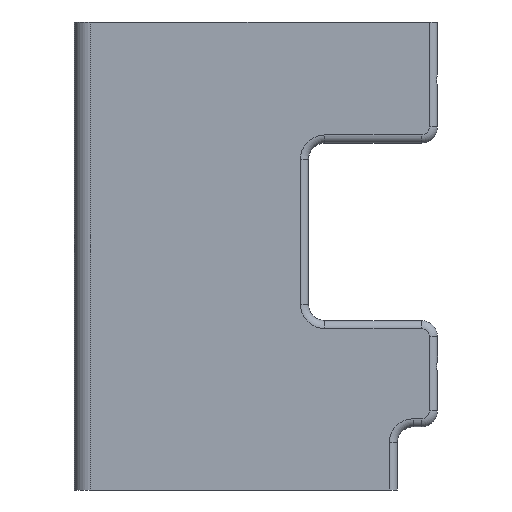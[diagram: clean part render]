
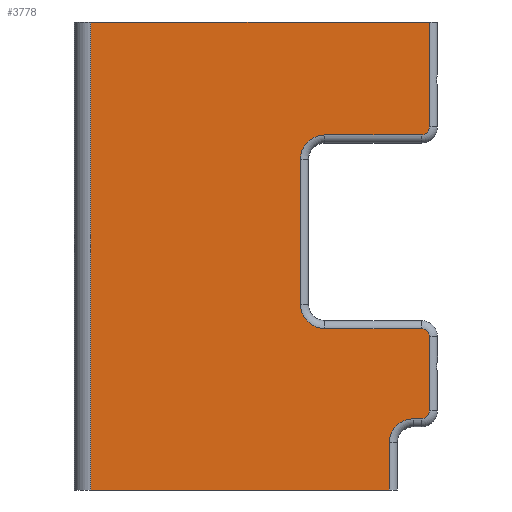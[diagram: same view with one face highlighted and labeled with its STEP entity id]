
A CAD part, left-side view. The second image highlights one B-rep face of the part: STEP entity #3778.
In plain terms, the highlighted planar face has unit normal (-1, 0, 0).
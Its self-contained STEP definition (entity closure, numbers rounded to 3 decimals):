
#40 = VERTEX_POINT ( 'NONE', #3391 ) ;
#100 = CARTESIAN_POINT ( 'NONE',  ( -29., -44., 58. ) ) ;
#109 = CARTESIAN_POINT ( 'NONE',  ( -29., -43., 19. ) ) ;
#126 = VECTOR ( 'NONE', #1923, 1000. ) ;
#159 = AXIS2_PLACEMENT_3D ( 'NONE', #1044, #1518, #4101 ) ;
#181 = CARTESIAN_POINT ( 'NONE',  ( -29., 0., 58. ) ) ;
#189 = ORIENTED_EDGE ( 'NONE', *, *, #6354, .T. ) ;
#220 = LINE ( 'NONE', #5538, #3555 ) ;
#281 = VECTOR ( 'NONE', #6205, 1000. ) ;
#296 = DIRECTION ( 'NONE',  ( -1., 0., 0. ) ) ;
#302 = EDGE_CURVE ( 'NONE', #4637, #6043, #653, .T. ) ;
#328 = EDGE_LOOP ( 'NONE', ( #6379, #2046, #400, #1392, #2197, #889, #3190, #6420, #5180, #6277, #189, #4277, #1142, #2730, #3846, #3265 ) ) ;
#400 = ORIENTED_EDGE ( 'NONE', *, *, #3288, .T. ) ;
#481 = LINE ( 'NONE', #509, #2152 ) ;
#509 = CARTESIAN_POINT ( 'NONE',  ( -29., -44., 58. ) ) ;
#522 = CARTESIAN_POINT ( 'NONE',  ( -29., -39., 0. ) ) ;
#527 = VERTEX_POINT ( 'NONE', #5852 ) ;
#537 = CARTESIAN_POINT ( 'NONE',  ( -29., -2., 0. ) ) ;
#653 = CIRCLE ( 'NONE', #2673, 1. ) ;
#787 = CARTESIAN_POINT ( 'NONE',  ( -29., 0., 20. ) ) ;
#806 = CARTESIAN_POINT ( 'NONE',  ( -29., -2., 0. ) ) ;
#831 = VERTEX_POINT ( 'NONE', #3436 ) ;
#838 = DIRECTION ( 'NONE',  ( 0., -1., 0. ) ) ;
#848 = VERTEX_POINT ( 'NONE', #5900 ) ;
#863 = VERTEX_POINT ( 'NONE', #806 ) ;
#889 = ORIENTED_EDGE ( 'NONE', *, *, #2662, .T. ) ;
#1044 = CARTESIAN_POINT ( 'NONE',  ( -29., -43., 9.826 ) ) ;
#1073 = AXIS2_PLACEMENT_3D ( 'NONE', #5602, #6581, #1988 ) ;
#1115 = DIRECTION ( 'NONE',  ( 0., 0., 1. ) ) ;
#1142 = ORIENTED_EDGE ( 'NONE', *, *, #6373, .T. ) ;
#1169 = DIRECTION ( 'NONE',  ( 1., 0., 0. ) ) ;
#1216 = CARTESIAN_POINT ( 'NONE',  ( -29., -28., 23. ) ) ;
#1224 = DIRECTION ( 'NONE',  ( -1., 0., 0. ) ) ;
#1225 = DIRECTION ( 'NONE',  ( 0., -1., 0. ) ) ;
#1234 = LINE ( 'NONE', #1696, #2572 ) ;
#1392 = ORIENTED_EDGE ( 'NONE', *, *, #6129, .T. ) ;
#1444 = AXIS2_PLACEMENT_3D ( 'NONE', #5766, #1169, #6334 ) ;
#1448 = CARTESIAN_POINT ( 'NONE',  ( -29., 0., 8.826 ) ) ;
#1518 = DIRECTION ( 'NONE',  ( -1., 0., 0. ) ) ;
#1539 = EDGE_CURVE ( 'NONE', #527, #2550, #5090, .T. ) ;
#1565 = CARTESIAN_POINT ( 'NONE',  ( -29., -44., 19. ) ) ;
#1696 = CARTESIAN_POINT ( 'NONE',  ( -29., -28., 41. ) ) ;
#1739 = EDGE_CURVE ( 'NONE', #848, #6078, #5411, .T. ) ;
#1849 = DIRECTION ( 'NONE',  ( 1., 0., 0. ) ) ;
#1899 = EDGE_CURVE ( 'NONE', #6264, #40, #4589, .T. ) ;
#1900 = EDGE_CURVE ( 'NONE', #2405, #863, #3612, .T. ) ;
#1923 = DIRECTION ( 'NONE',  ( 0., 1., 0. ) ) ;
#1988 = DIRECTION ( 'NONE',  ( 0., 1., 0. ) ) ;
#1997 = CARTESIAN_POINT ( 'NONE',  ( -29., -44., 9.826 ) ) ;
#2046 = ORIENTED_EDGE ( 'NONE', *, *, #2584, .T. ) ;
#2152 = VECTOR ( 'NONE', #4131, 1000. ) ;
#2180 = EDGE_CURVE ( 'NONE', #863, #3490, #3338, .T. ) ;
#2184 = CIRCLE ( 'NONE', #1444, 3. ) ;
#2197 = ORIENTED_EDGE ( 'NONE', *, *, #1539, .T. ) ;
#2343 = CARTESIAN_POINT ( 'NONE',  ( -29., -43., 20. ) ) ;
#2379 = VERTEX_POINT ( 'NONE', #5022 ) ;
#2405 = VERTEX_POINT ( 'NONE', #3501 ) ;
#2550 = VERTEX_POINT ( 'NONE', #1997 ) ;
#2572 = VECTOR ( 'NONE', #4250, 1000. ) ;
#2584 = EDGE_CURVE ( 'NONE', #3490, #4463, #220, .T. ) ;
#2613 = LINE ( 'NONE', #4064, #5175 ) ;
#2662 = EDGE_CURVE ( 'NONE', #2550, #4637, #2613, .T. ) ;
#2673 = AXIS2_PLACEMENT_3D ( 'NONE', #109, #1224, #4140 ) ;
#2730 = ORIENTED_EDGE ( 'NONE', *, *, #5313, .T. ) ;
#2804 = CARTESIAN_POINT ( 'NONE',  ( -29., 0., 0. ) ) ;
#3190 = ORIENTED_EDGE ( 'NONE', *, *, #302, .T. ) ;
#3265 = ORIENTED_EDGE ( 'NONE', *, *, #1900, .T. ) ;
#3288 = EDGE_CURVE ( 'NONE', #4463, #2379, #3432, .T. ) ;
#3338 = LINE ( 'NONE', #2804, #6349 ) ;
#3391 = CARTESIAN_POINT ( 'NONE',  ( -29., -43., 44. ) ) ;
#3432 = CIRCLE ( 'NONE', #4410, 3. ) ;
#3436 = CARTESIAN_POINT ( 'NONE',  ( -29., -44., 45. ) ) ;
#3489 = LINE ( 'NONE', #787, #126 ) ;
#3490 = VERTEX_POINT ( 'NONE', #522 ) ;
#3501 = CARTESIAN_POINT ( 'NONE',  ( -29., -2., 58. ) ) ;
#3510 = LINE ( 'NONE', #1448, #4860 ) ;
#3555 = VECTOR ( 'NONE', #5040, 1000. ) ;
#3612 = LINE ( 'NONE', #537, #6484 ) ;
#3712 = DIRECTION ( 'NONE',  ( 0., 1., 0. ) ) ;
#3763 = VERTEX_POINT ( 'NONE', #3830 ) ;
#3778 = ADVANCED_FACE ( 'NONE', ( #5919 ), #6389, .F. ) ;
#3830 = CARTESIAN_POINT ( 'NONE',  ( -29., -28., 41. ) ) ;
#3834 = VERTEX_POINT ( 'NONE', #100 ) ;
#3846 = ORIENTED_EDGE ( 'NONE', *, *, #4679, .F. ) ;
#3871 = DIRECTION ( 'NONE',  ( 1., 0., 0. ) ) ;
#4064 = CARTESIAN_POINT ( 'NONE',  ( -29., -44., 19. ) ) ;
#4101 = DIRECTION ( 'NONE',  ( 0., 1., 0. ) ) ;
#4131 = DIRECTION ( 'NONE',  ( 0., 0., 1. ) ) ;
#4140 = DIRECTION ( 'NONE',  ( 0., 1., 0. ) ) ;
#4238 = EDGE_CURVE ( 'NONE', #6078, #3763, #1234, .T. ) ;
#4250 = DIRECTION ( 'NONE',  ( 0., 0., 1. ) ) ;
#4277 = ORIENTED_EDGE ( 'NONE', *, *, #1899, .T. ) ;
#4288 = CARTESIAN_POINT ( 'NONE',  ( -29., -43., 45. ) ) ;
#4389 = DIRECTION ( 'NONE',  ( 0., 1., 0. ) ) ;
#4410 = AXIS2_PLACEMENT_3D ( 'NONE', #4877, #3871, #4946 ) ;
#4463 = VERTEX_POINT ( 'NONE', #6460 ) ;
#4589 = LINE ( 'NONE', #5031, #281 ) ;
#4637 = VERTEX_POINT ( 'NONE', #1565 ) ;
#4679 = EDGE_CURVE ( 'NONE', #2405, #3834, #5816, .T. ) ;
#4723 = VECTOR ( 'NONE', #1225, 1000. ) ;
#4758 = AXIS2_PLACEMENT_3D ( 'NONE', #4288, #296, #3712 ) ;
#4798 = EDGE_CURVE ( 'NONE', #6043, #848, #3489, .T. ) ;
#4860 = VECTOR ( 'NONE', #838, 1000. ) ;
#4877 = CARTESIAN_POINT ( 'NONE',  ( -29., -42., 5.826 ) ) ;
#4946 = DIRECTION ( 'NONE',  ( 0., 1., 0. ) ) ;
#5022 = CARTESIAN_POINT ( 'NONE',  ( -29., -42., 8.826 ) ) ;
#5031 = CARTESIAN_POINT ( 'NONE',  ( -29., 0., 44. ) ) ;
#5040 = DIRECTION ( 'NONE',  ( 0., 0., 1. ) ) ;
#5090 = CIRCLE ( 'NONE', #159, 1. ) ;
#5175 = VECTOR ( 'NONE', #1115, 1000. ) ;
#5180 = ORIENTED_EDGE ( 'NONE', *, *, #1739, .T. ) ;
#5313 = EDGE_CURVE ( 'NONE', #831, #3834, #481, .T. ) ;
#5398 = DIRECTION ( 'NONE',  ( 0., -1., 0. ) ) ;
#5411 = CIRCLE ( 'NONE', #5629, 3. ) ;
#5538 = CARTESIAN_POINT ( 'NONE',  ( -29., -39., 8. ) ) ;
#5602 = CARTESIAN_POINT ( 'NONE',  ( -29., 0., 8. ) ) ;
#5613 = CIRCLE ( 'NONE', #4758, 1. ) ;
#5629 = AXIS2_PLACEMENT_3D ( 'NONE', #6041, #1849, #4389 ) ;
#5766 = CARTESIAN_POINT ( 'NONE',  ( -29., -31., 41. ) ) ;
#5816 = LINE ( 'NONE', #181, #4723 ) ;
#5852 = CARTESIAN_POINT ( 'NONE',  ( -29., -43., 8.826 ) ) ;
#5900 = CARTESIAN_POINT ( 'NONE',  ( -29., -31., 20. ) ) ;
#5919 = FACE_OUTER_BOUND ( 'NONE', #328, .T. ) ;
#6041 = CARTESIAN_POINT ( 'NONE',  ( -29., -31., 23. ) ) ;
#6043 = VERTEX_POINT ( 'NONE', #2343 ) ;
#6078 = VERTEX_POINT ( 'NONE', #1216 ) ;
#6129 = EDGE_CURVE ( 'NONE', #2379, #527, #3510, .T. ) ;
#6145 = CARTESIAN_POINT ( 'NONE',  ( -29., -31., 44. ) ) ;
#6205 = DIRECTION ( 'NONE',  ( 0., -1., 0. ) ) ;
#6264 = VERTEX_POINT ( 'NONE', #6145 ) ;
#6277 = ORIENTED_EDGE ( 'NONE', *, *, #4238, .T. ) ;
#6334 = DIRECTION ( 'NONE',  ( 0., 1., 0. ) ) ;
#6349 = VECTOR ( 'NONE', #5398, 1000. ) ;
#6354 = EDGE_CURVE ( 'NONE', #3763, #6264, #2184, .T. ) ;
#6373 = EDGE_CURVE ( 'NONE', #40, #831, #5613, .T. ) ;
#6379 = ORIENTED_EDGE ( 'NONE', *, *, #2180, .T. ) ;
#6389 = PLANE ( 'NONE',  #1073 ) ;
#6420 = ORIENTED_EDGE ( 'NONE', *, *, #4798, .T. ) ;
#6460 = CARTESIAN_POINT ( 'NONE',  ( -29., -39., 5.826 ) ) ;
#6484 = VECTOR ( 'NONE', #6607, 1000. ) ;
#6581 = DIRECTION ( 'NONE',  ( 1., 0., 0. ) ) ;
#6607 = DIRECTION ( 'NONE',  ( 0., 0., -1. ) ) ;
